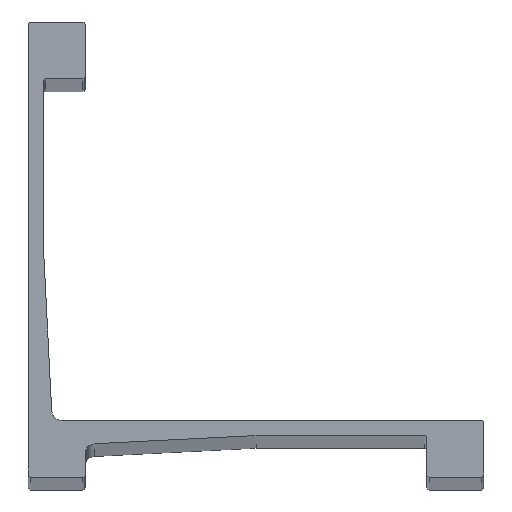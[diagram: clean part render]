
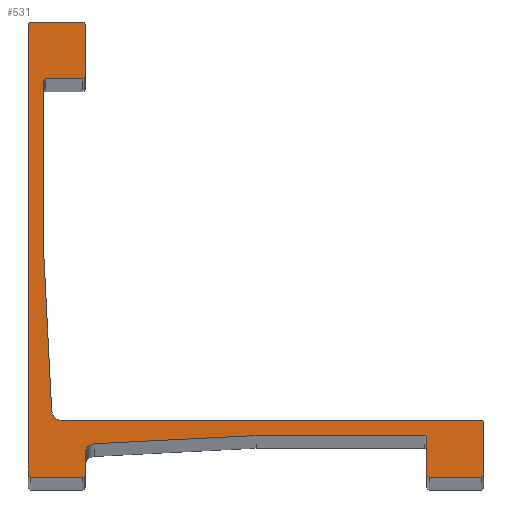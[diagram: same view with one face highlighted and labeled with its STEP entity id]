
A CAD part, top view. The second image highlights one B-rep face of the part: STEP entity #531.
In plain terms, the highlighted planar face has unit normal (0, 0, 1).
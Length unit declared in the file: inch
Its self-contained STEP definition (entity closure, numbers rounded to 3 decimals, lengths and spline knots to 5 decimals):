
#27=CIRCLE('',#580,0.015);
#28=CIRCLE('',#581,0.015);
#29=CIRCLE('',#582,0.0625);
#30=CIRCLE('',#583,0.015);
#31=CIRCLE('',#584,0.015);
#32=CIRCLE('',#585,0.015);
#33=CIRCLE('',#586,0.015);
#34=CIRCLE('',#587,0.0625);
#35=CIRCLE('',#588,0.015);
#36=CIRCLE('',#589,0.015);
#37=CIRCLE('',#590,0.015);
#38=CIRCLE('',#591,0.015);
#65=FACE_OUTER_BOUND('',#93,.T.);
#93=EDGE_LOOP('',(#401,#402,#403,#404,#405,#406,#407,#408,#409,#410,#411,
#412,#413,#414,#415,#416,#417,#418,#419,#420,#421,#422,#423,#424,#425,#426));
#107=LINE('',#781,#161);
#113=LINE('',#794,#167);
#115=LINE('',#799,#169);
#121=LINE('',#810,#175);
#122=LINE('',#814,#176);
#126=LINE('',#823,#180);
#130=LINE('',#832,#184);
#136=LINE('',#845,#190);
#138=LINE('',#850,#192);
#144=LINE('',#861,#198);
#145=LINE('',#865,#199);
#149=LINE('',#874,#203);
#153=LINE('',#883,#207);
#159=LINE('',#896,#213);
#161=VECTOR('',#621,39.37008);
#167=VECTOR('',#629,39.37008);
#169=VECTOR('',#633,39.37008);
#175=VECTOR('',#641,39.37008);
#176=VECTOR('',#644,39.37008);
#180=VECTOR('',#650,39.37008);
#184=VECTOR('',#656,39.37008);
#190=VECTOR('',#664,39.37008);
#192=VECTOR('',#668,39.37008);
#198=VECTOR('',#676,39.37008);
#199=VECTOR('',#679,39.37008);
#203=VECTOR('',#685,39.37008);
#207=VECTOR('',#691,39.37008);
#213=VECTOR('',#699,39.37008);
#215=VERTEX_POINT('',#779);
#216=VERTEX_POINT('',#780);
#221=VERTEX_POINT('',#791);
#222=VERTEX_POINT('',#793);
#223=VERTEX_POINT('',#797);
#224=VERTEX_POINT('',#798);
#228=VERTEX_POINT('',#808);
#229=VERTEX_POINT('',#812);
#230=VERTEX_POINT('',#813);
#233=VERTEX_POINT('',#821);
#234=VERTEX_POINT('',#822);
#237=VERTEX_POINT('',#830);
#238=VERTEX_POINT('',#831);
#243=VERTEX_POINT('',#842);
#244=VERTEX_POINT('',#844);
#245=VERTEX_POINT('',#848);
#246=VERTEX_POINT('',#849);
#250=VERTEX_POINT('',#859);
#251=VERTEX_POINT('',#863);
#252=VERTEX_POINT('',#864);
#255=VERTEX_POINT('',#872);
#256=VERTEX_POINT('',#873);
#259=VERTEX_POINT('',#881);
#260=VERTEX_POINT('',#882);
#265=VERTEX_POINT('',#893);
#266=VERTEX_POINT('',#895);
#267=EDGE_CURVE('',#215,#216,#107,.T.);
#273=EDGE_CURVE('',#222,#221,#113,.T.);
#275=EDGE_CURVE('',#223,#224,#115,.T.);
#281=EDGE_CURVE('',#224,#228,#121,.T.);
#282=EDGE_CURVE('',#229,#230,#122,.T.);
#286=EDGE_CURVE('',#233,#234,#126,.T.);
#290=EDGE_CURVE('',#237,#238,#130,.T.);
#296=EDGE_CURVE('',#244,#243,#136,.T.);
#298=EDGE_CURVE('',#245,#246,#138,.T.);
#304=EDGE_CURVE('',#246,#250,#144,.T.);
#305=EDGE_CURVE('',#251,#252,#145,.T.);
#309=EDGE_CURVE('',#255,#256,#149,.T.);
#313=EDGE_CURVE('',#259,#260,#153,.T.);
#319=EDGE_CURVE('',#266,#265,#159,.T.);
#321=EDGE_CURVE('',#265,#215,#27,.T.);
#322=EDGE_CURVE('',#216,#222,#28,.T.);
#323=EDGE_CURVE('',#221,#223,#29,.T.);
#324=EDGE_CURVE('',#228,#229,#30,.T.);
#325=EDGE_CURVE('',#230,#233,#31,.T.);
#326=EDGE_CURVE('',#234,#237,#32,.T.);
#327=EDGE_CURVE('',#238,#244,#33,.T.);
#328=EDGE_CURVE('',#243,#245,#34,.T.);
#329=EDGE_CURVE('',#250,#251,#35,.T.);
#330=EDGE_CURVE('',#252,#255,#36,.T.);
#331=EDGE_CURVE('',#256,#259,#37,.T.);
#332=EDGE_CURVE('',#260,#266,#38,.T.);
#401=ORIENTED_EDGE('',*,*,#319,.T.);
#402=ORIENTED_EDGE('',*,*,#321,.T.);
#403=ORIENTED_EDGE('',*,*,#267,.T.);
#404=ORIENTED_EDGE('',*,*,#322,.T.);
#405=ORIENTED_EDGE('',*,*,#273,.T.);
#406=ORIENTED_EDGE('',*,*,#323,.T.);
#407=ORIENTED_EDGE('',*,*,#275,.T.);
#408=ORIENTED_EDGE('',*,*,#281,.T.);
#409=ORIENTED_EDGE('',*,*,#324,.T.);
#410=ORIENTED_EDGE('',*,*,#282,.T.);
#411=ORIENTED_EDGE('',*,*,#325,.T.);
#412=ORIENTED_EDGE('',*,*,#286,.T.);
#413=ORIENTED_EDGE('',*,*,#326,.T.);
#414=ORIENTED_EDGE('',*,*,#290,.T.);
#415=ORIENTED_EDGE('',*,*,#327,.T.);
#416=ORIENTED_EDGE('',*,*,#296,.T.);
#417=ORIENTED_EDGE('',*,*,#328,.T.);
#418=ORIENTED_EDGE('',*,*,#298,.T.);
#419=ORIENTED_EDGE('',*,*,#304,.T.);
#420=ORIENTED_EDGE('',*,*,#329,.T.);
#421=ORIENTED_EDGE('',*,*,#305,.T.);
#422=ORIENTED_EDGE('',*,*,#330,.T.);
#423=ORIENTED_EDGE('',*,*,#309,.T.);
#424=ORIENTED_EDGE('',*,*,#331,.T.);
#425=ORIENTED_EDGE('',*,*,#313,.T.);
#426=ORIENTED_EDGE('',*,*,#332,.T.);
#515=PLANE('',#579);
#531=ADVANCED_FACE('',(#65),#515,.F.);
#579=AXIS2_PLACEMENT_3D('',#898,#701,#702);
#580=AXIS2_PLACEMENT_3D('',#899,#703,#704);
#581=AXIS2_PLACEMENT_3D('',#900,#705,#706);
#582=AXIS2_PLACEMENT_3D('',#901,#707,#708);
#583=AXIS2_PLACEMENT_3D('',#902,#709,#710);
#584=AXIS2_PLACEMENT_3D('',#903,#711,#712);
#585=AXIS2_PLACEMENT_3D('',#904,#713,#714);
#586=AXIS2_PLACEMENT_3D('',#905,#715,#716);
#587=AXIS2_PLACEMENT_3D('',#906,#717,#718);
#588=AXIS2_PLACEMENT_3D('',#907,#719,#720);
#589=AXIS2_PLACEMENT_3D('',#908,#721,#722);
#590=AXIS2_PLACEMENT_3D('',#909,#723,#724);
#591=AXIS2_PLACEMENT_3D('',#910,#725,#726);
#621=DIRECTION('',(1.,0.,0.));
#629=DIRECTION('',(0.,1.,0.));
#633=DIRECTION('',(0.999,0.051,0.));
#641=DIRECTION('',(1.,0.,0.));
#644=DIRECTION('',(0.,-1.,0.));
#650=DIRECTION('',(1.,0.,0.));
#656=DIRECTION('',(0.,1.,0.));
#664=DIRECTION('',(-1.,0.,0.));
#668=DIRECTION('',(-0.051,0.999,0.));
#676=DIRECTION('',(0.,1.,0.));
#679=DIRECTION('',(1.,0.,0.));
#685=DIRECTION('',(0.,1.,0.));
#691=DIRECTION('',(-1.,0.,0.));
#699=DIRECTION('',(0.,-1.,0.));
#701=DIRECTION('center_axis',(0.,0.,-1.));
#702=DIRECTION('ref_axis',(-1.,0.,0.));
#703=DIRECTION('center_axis',(0.,0.,1.));
#704=DIRECTION('ref_axis',(-1.,0.,0.));
#705=DIRECTION('center_axis',(0.,0.,1.));
#706=DIRECTION('ref_axis',(-1.,0.,0.));
#707=DIRECTION('center_axis',(0.,0.,-1.));
#708=DIRECTION('ref_axis',(-1.,0.,0.));
#709=DIRECTION('center_axis',(0.,0.,-1.));
#710=DIRECTION('ref_axis',(-1.,0.,0.));
#711=DIRECTION('center_axis',(0.,0.,1.));
#712=DIRECTION('ref_axis',(-1.,0.,0.));
#713=DIRECTION('center_axis',(0.,0.,1.));
#714=DIRECTION('ref_axis',(-1.,0.,0.));
#715=DIRECTION('center_axis',(0.,0.,1.));
#716=DIRECTION('ref_axis',(-1.,0.,0.));
#717=DIRECTION('center_axis',(0.,0.,-1.));
#718=DIRECTION('ref_axis',(-1.,0.,0.));
#719=DIRECTION('center_axis',(0.,0.,-1.));
#720=DIRECTION('ref_axis',(-1.,0.,0.));
#721=DIRECTION('center_axis',(0.,0.,1.));
#722=DIRECTION('ref_axis',(-1.,0.,0.));
#723=DIRECTION('center_axis',(0.,0.,1.));
#724=DIRECTION('ref_axis',(-1.,0.,0.));
#725=DIRECTION('center_axis',(0.,0.,1.));
#726=DIRECTION('ref_axis',(-1.,0.,0.));
#779=CARTESIAN_POINT('',(0.015,0.,48.));
#780=CARTESIAN_POINT('',(0.36,0.,48.));
#781=CARTESIAN_POINT('',(0.375,0.,48.));
#791=CARTESIAN_POINT('',(0.375,0.15859,48.));
#793=CARTESIAN_POINT('',(0.375,0.015,48.));
#794=CARTESIAN_POINT('',(0.375,0.218,48.));
#797=CARTESIAN_POINT('',(0.43434,0.22101,48.));
#798=CARTESIAN_POINT('',(1.5,0.275,48.));
#799=CARTESIAN_POINT('',(0.375,0.218,48.));
#808=CARTESIAN_POINT('',(2.61,0.275,48.));
#810=CARTESIAN_POINT('',(2.625,0.275,48.));
#812=CARTESIAN_POINT('',(2.625,0.26,48.));
#813=CARTESIAN_POINT('',(2.625,0.015,48.));
#814=CARTESIAN_POINT('',(2.625,0.,48.));
#821=CARTESIAN_POINT('',(2.64,0.,48.));
#822=CARTESIAN_POINT('',(2.985,0.,48.));
#823=CARTESIAN_POINT('',(3.,0.,48.));
#830=CARTESIAN_POINT('',(3.,0.015,48.));
#831=CARTESIAN_POINT('',(3.,0.36,48.));
#832=CARTESIAN_POINT('',(3.,0.375,48.));
#842=CARTESIAN_POINT('',(0.21641,0.375,48.));
#844=CARTESIAN_POINT('',(2.985,0.375,48.));
#845=CARTESIAN_POINT('',(0.157,0.375,48.));
#848=CARTESIAN_POINT('',(0.15399,0.43434,48.));
#849=CARTESIAN_POINT('',(0.1,1.5,48.));
#850=CARTESIAN_POINT('',(0.1,1.5,48.));
#859=CARTESIAN_POINT('',(0.1,2.61,48.));
#861=CARTESIAN_POINT('',(0.1,2.625,48.));
#863=CARTESIAN_POINT('',(0.115,2.625,48.));
#864=CARTESIAN_POINT('',(0.36,2.625,48.));
#865=CARTESIAN_POINT('',(0.375,2.625,48.));
#872=CARTESIAN_POINT('',(0.375,2.64,48.));
#873=CARTESIAN_POINT('',(0.375,2.985,48.));
#874=CARTESIAN_POINT('',(0.375,3.,48.));
#881=CARTESIAN_POINT('',(0.36,3.,48.));
#882=CARTESIAN_POINT('',(0.015,3.,48.));
#883=CARTESIAN_POINT('',(0.,3.,48.));
#893=CARTESIAN_POINT('',(0.,0.015,48.));
#895=CARTESIAN_POINT('',(0.,2.985,48.));
#896=CARTESIAN_POINT('',(0.,0.,48.));
#898=CARTESIAN_POINT('Origin',(0.,0.,48.));
#899=CARTESIAN_POINT('Origin',(0.015,0.015,48.));
#900=CARTESIAN_POINT('Origin',(0.36,0.015,48.));
#901=CARTESIAN_POINT('Origin',(0.4375,0.15859,48.));
#902=CARTESIAN_POINT('Origin',(2.61,0.26,48.));
#903=CARTESIAN_POINT('Origin',(2.64,0.015,48.));
#904=CARTESIAN_POINT('Origin',(2.985,0.015,48.));
#905=CARTESIAN_POINT('Origin',(2.985,0.36,48.));
#906=CARTESIAN_POINT('Origin',(0.21641,0.4375,48.));
#907=CARTESIAN_POINT('Origin',(0.115,2.61,48.));
#908=CARTESIAN_POINT('Origin',(0.36,2.64,48.));
#909=CARTESIAN_POINT('Origin',(0.36,2.985,48.));
#910=CARTESIAN_POINT('Origin',(0.015,2.985,48.));
